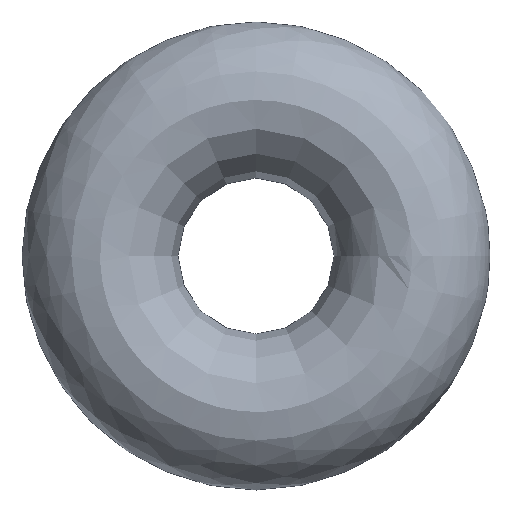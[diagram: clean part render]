
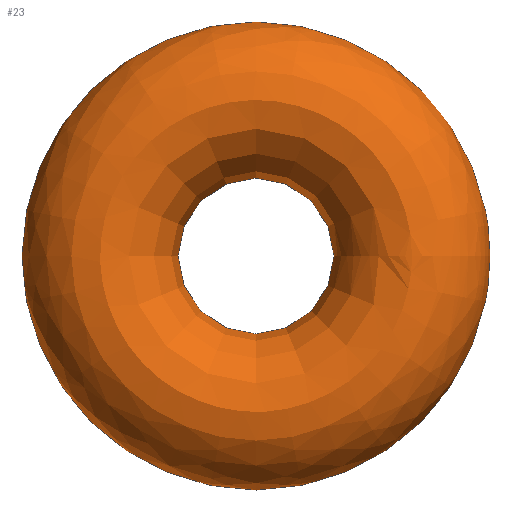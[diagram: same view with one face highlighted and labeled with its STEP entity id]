
A CAD part, front view. The second image highlights one B-rep face of the part: STEP entity #23.
In plain terms, the highlighted free-form (B-spline) face has degree [3, 3] with [7, 11] control points.
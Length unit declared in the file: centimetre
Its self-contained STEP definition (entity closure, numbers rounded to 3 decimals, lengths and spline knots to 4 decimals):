
#11=FACE_OUTER_BOUND('',#12,.T.);
#12=EDGE_LOOP('',(#18,#19,#20,#21));
#13=B_SPLINE_CURVE_WITH_KNOTS('',3,(#108,#109,#110,#111,#112,#113,#114),
 .UNSPECIFIED.,.T.,.F.,(4,1,1,1,4),(0.,1.,2.,3.,4.),.UNSPECIFIED.);
#14=B_SPLINE_CURVE_WITH_KNOTS('',3,(#115,#116,#117,#118,#119,#120,#121,
#122,#123,#124,#125),.UNSPECIFIED.,.T.,.F.,(4,1,1,1,1,1,1,1,4),(0.,1.,2.,
3.,4.,5.,6.,7.,8.),.UNSPECIFIED.);
#15=VERTEX_POINT('',#107);
#16=EDGE_CURVE('',#15,#15,#13,.T.);
#17=EDGE_CURVE('',#15,#15,#14,.T.);
#18=ORIENTED_EDGE('',*,*,#16,.T.);
#19=ORIENTED_EDGE('',*,*,#17,.T.);
#20=ORIENTED_EDGE('',*,*,#16,.F.);
#21=ORIENTED_EDGE('',*,*,#17,.F.);
#22=B_SPLINE_SURFACE_WITH_KNOTS('',3,3,((#30,#31,#32,#33,#34,#35,#36,#37,
#38,#39,#40),(#41,#42,#43,#44,#45,#46,#47,#48,#49,#50,#51),(#52,#53,#54,
#55,#56,#57,#58,#59,#60,#61,#62),(#63,#64,#65,#66,#67,#68,#69,#70,#71,#72,
#73),(#74,#75,#76,#77,#78,#79,#80,#81,#82,#83,#84),(#85,#86,#87,#88,#89,
#90,#91,#92,#93,#94,#95),(#96,#97,#98,#99,#100,#101,#102,#103,#104,#105,
#106)),.UNSPECIFIED.,.T.,.T.,.F.,(4,1,1,1,4),(4,1,1,1,1,1,1,1,4),(0.,1.,
2.,3.,4.),(0.,1.,2.,3.,4.,5.,6.,7.,8.),.UNSPECIFIED.);
#23=ADVANCED_FACE('',(#11),#22,.T.);
#30=CARTESIAN_POINT('Ctrl Pts',(1.,-0.5,0.));
#31=CARTESIAN_POINT('Ctrl Pts',(1.,-0.5,0.2612));
#32=CARTESIAN_POINT('Ctrl Pts',(0.7836,-0.5,0.7836));
#33=CARTESIAN_POINT('Ctrl Pts',(0.,-0.5,1.1082));
#34=CARTESIAN_POINT('Ctrl Pts',(-0.7836,-0.5,0.7836));
#35=CARTESIAN_POINT('Ctrl Pts',(-1.1082,-0.5,0.));
#36=CARTESIAN_POINT('Ctrl Pts',(-0.7836,-0.5,-0.7836));
#37=CARTESIAN_POINT('Ctrl Pts',(0.,-0.5,-1.1082));
#38=CARTESIAN_POINT('Ctrl Pts',(0.7836,-0.5,-0.7836));
#39=CARTESIAN_POINT('Ctrl Pts',(1.,-0.5,-0.2612));
#40=CARTESIAN_POINT('Ctrl Pts',(1.,-0.5,0.));
#41=CARTESIAN_POINT('Ctrl Pts',(1.25,-0.5,0.));
#42=CARTESIAN_POINT('Ctrl Pts',(1.25,-0.5,0.3265));
#43=CARTESIAN_POINT('Ctrl Pts',(0.9795,-0.5,0.9795));
#44=CARTESIAN_POINT('Ctrl Pts',(0.,-0.5,1.3852));
#45=CARTESIAN_POINT('Ctrl Pts',(-0.9795,-0.5,0.9795));
#46=CARTESIAN_POINT('Ctrl Pts',(-1.3852,-0.5,0.));
#47=CARTESIAN_POINT('Ctrl Pts',(-0.9795,-0.5,-0.9795));
#48=CARTESIAN_POINT('Ctrl Pts',(0.,-0.5,-1.3852));
#49=CARTESIAN_POINT('Ctrl Pts',(0.9795,-0.5,-0.9795));
#50=CARTESIAN_POINT('Ctrl Pts',(1.25,-0.5,-0.3265));
#51=CARTESIAN_POINT('Ctrl Pts',(1.25,-0.5,0.));
#52=CARTESIAN_POINT('Ctrl Pts',(1.75,0.,0.));
#53=CARTESIAN_POINT('Ctrl Pts',(1.75,0.,0.4571));
#54=CARTESIAN_POINT('Ctrl Pts',(1.3713,0.,1.3713));
#55=CARTESIAN_POINT('Ctrl Pts',(0.,0.,
1.9393));
#56=CARTESIAN_POINT('Ctrl Pts',(-1.3713,0.,
1.3713));
#57=CARTESIAN_POINT('Ctrl Pts',(-1.9393,0.,
0.));
#58=CARTESIAN_POINT('Ctrl Pts',(-1.3713,0.,
-1.3713));
#59=CARTESIAN_POINT('Ctrl Pts',(0.,0.,
-1.9393));
#60=CARTESIAN_POINT('Ctrl Pts',(1.3713,0.,-1.3713));
#61=CARTESIAN_POINT('Ctrl Pts',(1.75,0.,-0.4571));
#62=CARTESIAN_POINT('Ctrl Pts',(1.75,0.,0.));
#63=CARTESIAN_POINT('Ctrl Pts',(1.,0.75,0.));
#64=CARTESIAN_POINT('Ctrl Pts',(1.,0.75,0.2612));
#65=CARTESIAN_POINT('Ctrl Pts',(0.7836,0.75,0.7836));
#66=CARTESIAN_POINT('Ctrl Pts',(0.,0.75,1.1082));
#67=CARTESIAN_POINT('Ctrl Pts',(-0.7836,0.75,0.7836));
#68=CARTESIAN_POINT('Ctrl Pts',(-1.1082,0.75,0.));
#69=CARTESIAN_POINT('Ctrl Pts',(-0.7836,0.75,-0.7836));
#70=CARTESIAN_POINT('Ctrl Pts',(0.,0.75,-1.1082));
#71=CARTESIAN_POINT('Ctrl Pts',(0.7836,0.75,-0.7836));
#72=CARTESIAN_POINT('Ctrl Pts',(1.,0.75,-0.2612));
#73=CARTESIAN_POINT('Ctrl Pts',(1.,0.75,0.));
#74=CARTESIAN_POINT('Ctrl Pts',(0.25,0.,0.));
#75=CARTESIAN_POINT('Ctrl Pts',(0.25,0.,0.0653));
#76=CARTESIAN_POINT('Ctrl Pts',(0.1959,0.,
0.1959));
#77=CARTESIAN_POINT('Ctrl Pts',(0.,0.,
0.277));
#78=CARTESIAN_POINT('Ctrl Pts',(-0.1959,0.,
0.1959));
#79=CARTESIAN_POINT('Ctrl Pts',(-0.277,0.,
0.));
#80=CARTESIAN_POINT('Ctrl Pts',(-0.1959,0.,
-0.1959));
#81=CARTESIAN_POINT('Ctrl Pts',(0.,0.,
-0.277));
#82=CARTESIAN_POINT('Ctrl Pts',(0.1959,0.,
-0.1959));
#83=CARTESIAN_POINT('Ctrl Pts',(0.25,0.,-0.0653));
#84=CARTESIAN_POINT('Ctrl Pts',(0.25,0.,0.));
#85=CARTESIAN_POINT('Ctrl Pts',(0.75,-0.5,0.));
#86=CARTESIAN_POINT('Ctrl Pts',(0.75,-0.5,0.1959));
#87=CARTESIAN_POINT('Ctrl Pts',(0.5877,-0.5,0.5877));
#88=CARTESIAN_POINT('Ctrl Pts',(0.,-0.5,0.8311));
#89=CARTESIAN_POINT('Ctrl Pts',(-0.5877,-0.5,0.5877));
#90=CARTESIAN_POINT('Ctrl Pts',(-0.8311,-0.5,0.));
#91=CARTESIAN_POINT('Ctrl Pts',(-0.5877,-0.5,-0.5877));
#92=CARTESIAN_POINT('Ctrl Pts',(0.,-0.5,-0.8311));
#93=CARTESIAN_POINT('Ctrl Pts',(0.5877,-0.5,-0.5877));
#94=CARTESIAN_POINT('Ctrl Pts',(0.75,-0.5,-0.1959));
#95=CARTESIAN_POINT('Ctrl Pts',(0.75,-0.5,0.));
#96=CARTESIAN_POINT('Ctrl Pts',(1.,-0.5,0.));
#97=CARTESIAN_POINT('Ctrl Pts',(1.,-0.5,0.2612));
#98=CARTESIAN_POINT('Ctrl Pts',(0.7836,-0.5,0.7836));
#99=CARTESIAN_POINT('Ctrl Pts',(0.,-0.5,1.1082));
#100=CARTESIAN_POINT('Ctrl Pts',(-0.7836,-0.5,0.7836));
#101=CARTESIAN_POINT('Ctrl Pts',(-1.1082,-0.5,0.));
#102=CARTESIAN_POINT('Ctrl Pts',(-0.7836,-0.5,-0.7836));
#103=CARTESIAN_POINT('Ctrl Pts',(0.,-0.5,-1.1082));
#104=CARTESIAN_POINT('Ctrl Pts',(0.7836,-0.5,-0.7836));
#105=CARTESIAN_POINT('Ctrl Pts',(1.,-0.5,-0.2612));
#106=CARTESIAN_POINT('Ctrl Pts',(1.,-0.5,0.));
#107=CARTESIAN_POINT('',(1.,-0.5,0.));
#108=CARTESIAN_POINT('Ctrl Pts',(1.,-0.5,0.));
#109=CARTESIAN_POINT('Ctrl Pts',(1.25,-0.5,0.));
#110=CARTESIAN_POINT('Ctrl Pts',(1.75,0.,0.));
#111=CARTESIAN_POINT('Ctrl Pts',(1.,0.75,0.));
#112=CARTESIAN_POINT('Ctrl Pts',(0.25,0.,0.));
#113=CARTESIAN_POINT('Ctrl Pts',(0.75,-0.5,0.));
#114=CARTESIAN_POINT('Ctrl Pts',(1.,-0.5,0.));
#115=CARTESIAN_POINT('Ctrl Pts',(1.,-0.5,0.));
#116=CARTESIAN_POINT('Ctrl Pts',(1.,-0.5,0.2612));
#117=CARTESIAN_POINT('Ctrl Pts',(0.7836,-0.5,0.7836));
#118=CARTESIAN_POINT('Ctrl Pts',(0.,-0.5,1.1082));
#119=CARTESIAN_POINT('Ctrl Pts',(-0.7836,-0.5,0.7836));
#120=CARTESIAN_POINT('Ctrl Pts',(-1.1082,-0.5,0.));
#121=CARTESIAN_POINT('Ctrl Pts',(-0.7836,-0.5,-0.7836));
#122=CARTESIAN_POINT('Ctrl Pts',(0.,-0.5,-1.1082));
#123=CARTESIAN_POINT('Ctrl Pts',(0.7836,-0.5,-0.7836));
#124=CARTESIAN_POINT('Ctrl Pts',(1.,-0.5,-0.2612));
#125=CARTESIAN_POINT('Ctrl Pts',(1.,-0.5,0.));
